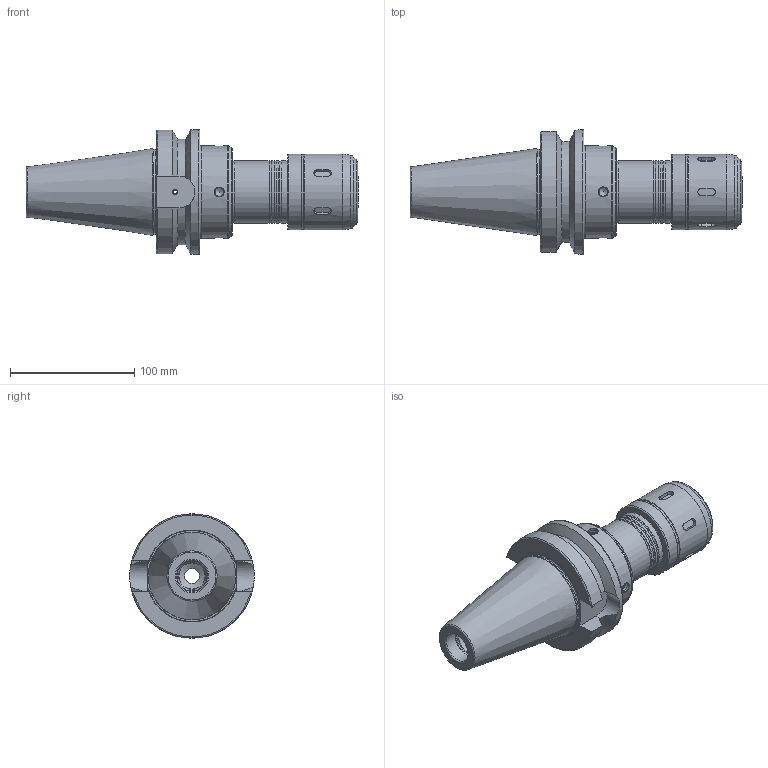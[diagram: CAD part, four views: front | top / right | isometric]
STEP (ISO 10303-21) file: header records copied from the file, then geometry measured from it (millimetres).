
FILE_DESCRIPTION((''),'2;1');
FILE_NAME('295040525165-3D.stp','2020-06-08T19:24:26',('nttooll'),(''),'Autodesk Inventor 2012','Autodesk Inventor 2012','');
FILE_SCHEMA(('AUTOMOTIVE_DESIGN { 1 0 10303 214 1 1 1 1 }'));
Length unit declared in the file: millimetre
Products named in the file (1): 295040525165-3D
Bounding box: 266.8 x 100 x 100 mm (x, y, z)
Volume: 742834 mm3; surface area: 91426.3 mm2
Topology: 1 solids, 1 shells, 152 faces, 335 edges, 208 vertices
Faces by surface type: cylinder 57, plane 47, cone 33, torus 15
Full cylindrical faces by diameter (mm): 3.4 x2, 4 x2, 6.928 x4, 8 x4, 12 x5, 21 x1, 21.3 x1, 24 x1, 25 x2, 25.4 x1, 25.5 x1, 49.6 x3, 50 x4, 60 x1, 61 x2, 68.9 x1, 70 x1, 74 x2, 100 x1
Entity records: 4078 total; most frequent: CARTESIAN_POINT 1097, DIRECTION 630, ORIENTED_EDGE 478, AXIS2_PLACEMENT_3D 278, EDGE_LOOP 262, EDGE_CURVE 239, VERTEX_POINT 193, FACE_OUTER_BOUND 152
